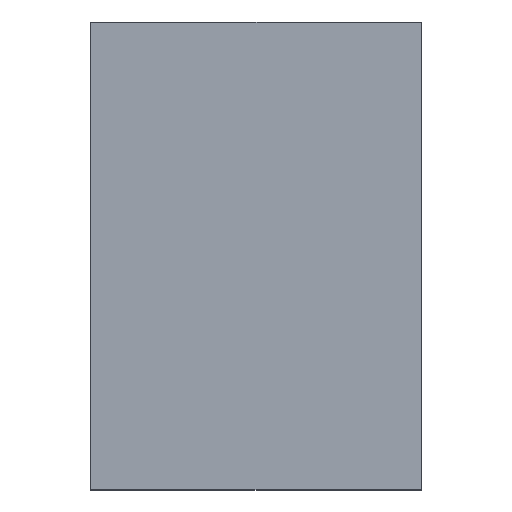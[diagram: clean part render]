
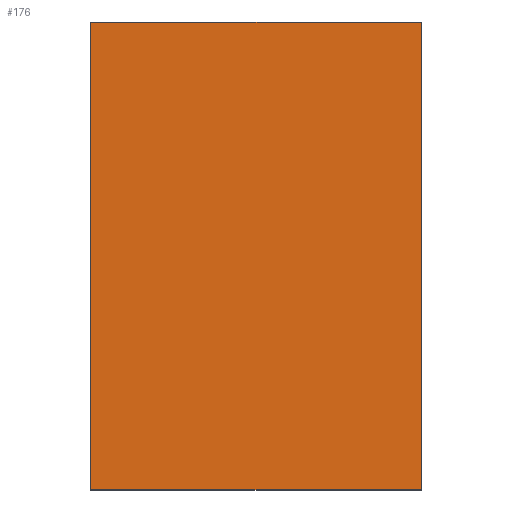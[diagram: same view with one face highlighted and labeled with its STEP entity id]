
A CAD part, top view. The second image highlights one B-rep face of the part: STEP entity #176.
In plain terms, the highlighted planar face has unit normal (0, 0, 1).
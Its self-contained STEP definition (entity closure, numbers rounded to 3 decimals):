
#4 = ORIENTED_EDGE ( 'NONE', *, *, #178, .T. ) ;
#11 = CARTESIAN_POINT ( 'NONE',  ( 14.425, -20.4, 9.15 ) ) ;
#14 = DIRECTION ( 'NONE',  ( 0., -1., 0. ) ) ;
#19 = DIRECTION ( 'NONE',  ( 0., 0., 1. ) ) ;
#25 = VERTEX_POINT ( 'NONE', #145 ) ;
#28 = VERTEX_POINT ( 'NONE', #11 ) ;
#39 = AXIS2_PLACEMENT_3D ( 'NONE', #96, #19, #220 ) ;
#43 = VECTOR ( 'NONE', #92, 1000. ) ;
#55 = LINE ( 'NONE', #127, #43 ) ;
#56 = ORIENTED_EDGE ( 'NONE', *, *, #227, .T. ) ;
#57 = CARTESIAN_POINT ( 'NONE',  ( -14.425, 20.4, 9.15 ) ) ;
#60 = FACE_OUTER_BOUND ( 'NONE', #211, .T. ) ;
#63 = ORIENTED_EDGE ( 'NONE', *, *, #65, .T. ) ;
#65 = EDGE_CURVE ( 'NONE', #174, #25, #107, .T. ) ;
#80 = CARTESIAN_POINT ( 'NONE',  ( 14.425, 20.4, 9.15 ) ) ;
#89 = LINE ( 'NONE', #57, #204 ) ;
#92 = DIRECTION ( 'NONE',  ( 1., 0., 0. ) ) ;
#93 = PLANE ( 'NONE',  #39 ) ;
#94 = ORIENTED_EDGE ( 'NONE', *, *, #175, .T. ) ;
#96 = CARTESIAN_POINT ( 'NONE',  ( 0., 0., 9.15 ) ) ;
#107 = LINE ( 'NONE', #198, #177 ) ;
#114 = DIRECTION ( 'NONE',  ( 0., 1., 0. ) ) ;
#127 = CARTESIAN_POINT ( 'NONE',  ( -14.425, -20.4, 9.15 ) ) ;
#145 = CARTESIAN_POINT ( 'NONE',  ( -14.425, -20.4, 9.15 ) ) ;
#165 = DIRECTION ( 'NONE',  ( -1., 0., 0. ) ) ;
#174 = VERTEX_POINT ( 'NONE', #222 ) ;
#175 = EDGE_CURVE ( 'NONE', #25, #28, #55, .T. ) ;
#176 = ADVANCED_FACE ( 'NONE', ( #60 ), #93, .T. ) ;
#177 = VECTOR ( 'NONE', #14, 1000. ) ;
#178 = EDGE_CURVE ( 'NONE', #207, #174, #89, .T. ) ;
#193 = VECTOR ( 'NONE', #114, 1000. ) ;
#198 = CARTESIAN_POINT ( 'NONE',  ( -14.425, 20.4, 9.15 ) ) ;
#204 = VECTOR ( 'NONE', #165, 1000. ) ;
#207 = VERTEX_POINT ( 'NONE', #237 ) ;
#208 = LINE ( 'NONE', #80, #193 ) ;
#211 = EDGE_LOOP ( 'NONE', ( #56, #4, #63, #94 ) ) ;
#220 = DIRECTION ( 'NONE',  ( 1., 0., 0. ) ) ;
#222 = CARTESIAN_POINT ( 'NONE',  ( -14.425, 20.4, 9.15 ) ) ;
#227 = EDGE_CURVE ( 'NONE', #28, #207, #208, .T. ) ;
#237 = CARTESIAN_POINT ( 'NONE',  ( 14.425, 20.4, 9.15 ) ) ;
